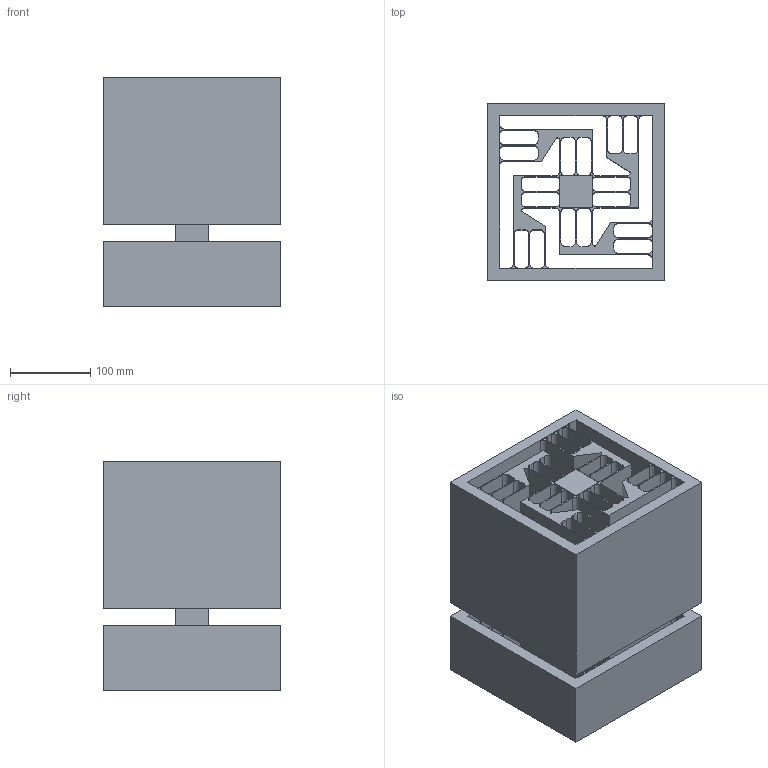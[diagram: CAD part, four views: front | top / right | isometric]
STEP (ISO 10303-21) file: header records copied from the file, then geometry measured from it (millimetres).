
FILE_DESCRIPTION(/* description */ (''),/* implementation_level */ '2;1');
FILE_NAME(/* name */ 'test stack flex.step',/* time_stamp */ '2024-05-04T12:45:10+10:00',/* author */ (''),/* organization */ (''),/* preprocessor_version */ 'ST-DEVELOPER v20',/* originating_system */ 'Autodesk Translation Framework v12.20.1.177',/* authorisation */ '');
FILE_SCHEMA (('AUTOMOTIVE_DESIGN { 1 0 10303 214 3 1 1 }'));
Length unit declared in the file: millimetre
Products named in the file (3): test stack flex; Configuration 1 v12; xy
Assembly tree (2 placements, depth 3):
  test stack flex
    Configuration 1 v12
      xy
Bounding box: 220 x 220 x 285.31 mm (x, y, z)
Volume: 5203062.7 mm3; surface area: 1261432.3 mm2
Topology: 1 solids, 1 shells, 478 faces, 1596 edges, 1064 vertices
Faces by surface type: cylinder 240, plane 238
Entity records: 17816 total; most frequent: ORIENTED_EDGE 3192, CARTESIAN_POINT 3143, DIRECTION 3042, EDGE_CURVE 1596, LINE 1116, VECTOR 1116, VERTEX_POINT 1064, AXIS2_PLACEMENT_3D 963
